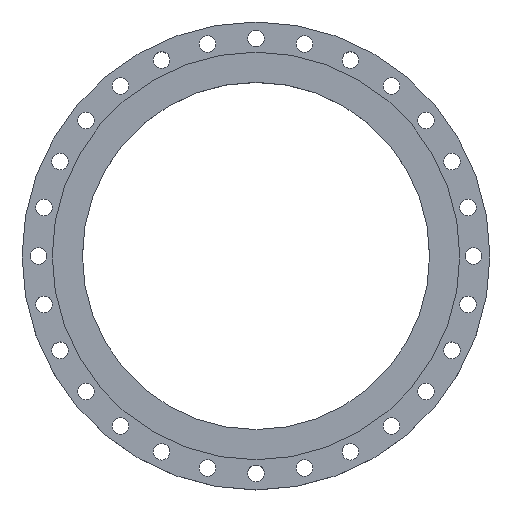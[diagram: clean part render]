
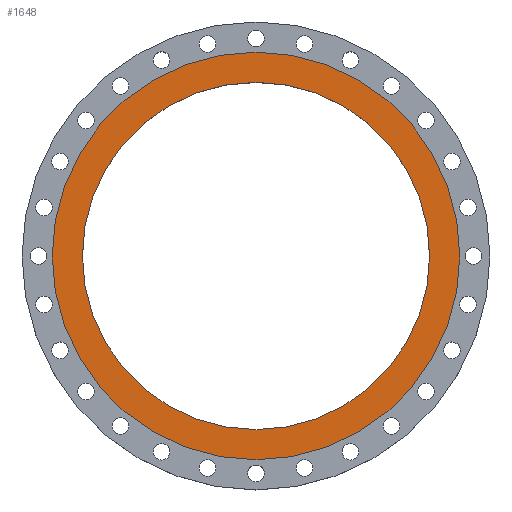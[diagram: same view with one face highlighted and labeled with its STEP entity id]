
A CAD part, top view. The second image highlights one B-rep face of the part: STEP entity #1648.
In plain terms, the highlighted planar face has unit normal (0, 0, 1).
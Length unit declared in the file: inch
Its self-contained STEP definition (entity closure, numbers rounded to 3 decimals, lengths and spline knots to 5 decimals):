
#67 = DIRECTION ( 'NONE',  ( 1., 0., 0. ) ) ;
#80 = EDGE_LOOP ( 'NONE', ( #2088, #1993 ) ) ;
#105 = VERTEX_POINT ( 'NONE', #2213 ) ;
#116 = AXIS2_PLACEMENT_3D ( 'NONE', #1561, #1989, #2181 ) ;
#223 = ORIENTED_EDGE ( 'NONE', *, *, #1796, .T. ) ;
#337 = DIRECTION ( 'NONE',  ( -1., 0., 0. ) ) ;
#391 = EDGE_CURVE ( 'NONE', #105, #1139, #571, .T. ) ;
#428 = AXIS2_PLACEMENT_3D ( 'NONE', #924, #1701, #337 ) ;
#449 = CARTESIAN_POINT ( 'NONE',  ( 0., 0., 0. ) ) ;
#454 = CARTESIAN_POINT ( 'NONE',  ( 0., 0., 0. ) ) ;
#482 = CIRCLE ( 'NONE', #829, 14.375 ) ;
#528 = DIRECTION ( 'NONE',  ( 1., 0., 0. ) ) ;
#556 = AXIS2_PLACEMENT_3D ( 'NONE', #585, #2320, #528 ) ;
#571 = CIRCLE ( 'NONE', #2059, 14.375 ) ;
#585 = CARTESIAN_POINT ( 'NONE',  ( 0., 0., 0. ) ) ;
#602 = CARTESIAN_POINT ( 'NONE',  ( -14.375, 0., 0. ) ) ;
#829 = AXIS2_PLACEMENT_3D ( 'NONE', #449, #1639, #67 ) ;
#833 = DIRECTION ( 'NONE',  ( 1., 0., 0. ) ) ;
#840 = EDGE_LOOP ( 'NONE', ( #223, #2075 ) ) ;
#922 = CARTESIAN_POINT ( 'NONE',  ( -16.875, 0., 0. ) ) ;
#924 = CARTESIAN_POINT ( 'NONE',  ( 0., 14.375, 0. ) ) ;
#928 = EDGE_CURVE ( 'NONE', #1139, #105, #482, .T. ) ;
#989 = VERTEX_POINT ( 'NONE', #922 ) ;
#1092 = EDGE_CURVE ( 'NONE', #989, #1103, #2271, .T. ) ;
#1103 = VERTEX_POINT ( 'NONE', #2002 ) ;
#1139 = VERTEX_POINT ( 'NONE', #602 ) ;
#1339 = FACE_BOUND ( 'NONE', #80, .T. ) ;
#1561 = CARTESIAN_POINT ( 'NONE',  ( 0., 0., 0. ) ) ;
#1639 = DIRECTION ( 'NONE',  ( 0., 0., 1. ) ) ;
#1648 = ADVANCED_FACE ( 'NONE', ( #1339, #2146 ), #2132, .F. ) ;
#1669 = CIRCLE ( 'NONE', #556, 16.875 ) ;
#1701 = DIRECTION ( 'NONE',  ( 0., 0., -1. ) ) ;
#1796 = EDGE_CURVE ( 'NONE', #1103, #989, #1669, .T. ) ;
#1989 = DIRECTION ( 'NONE',  ( 0., 0., 1. ) ) ;
#1993 = ORIENTED_EDGE ( 'NONE', *, *, #928, .F. ) ;
#2002 = CARTESIAN_POINT ( 'NONE',  ( 16.875, 0., 0. ) ) ;
#2059 = AXIS2_PLACEMENT_3D ( 'NONE', #454, #2422, #833 ) ;
#2075 = ORIENTED_EDGE ( 'NONE', *, *, #1092, .T. ) ;
#2088 = ORIENTED_EDGE ( 'NONE', *, *, #391, .F. ) ;
#2132 = PLANE ( 'NONE',  #428 ) ;
#2146 = FACE_OUTER_BOUND ( 'NONE', #840, .T. ) ;
#2181 = DIRECTION ( 'NONE',  ( 1., 0., 0. ) ) ;
#2213 = CARTESIAN_POINT ( 'NONE',  ( 14.375, 0., 0. ) ) ;
#2271 = CIRCLE ( 'NONE', #116, 16.875 ) ;
#2320 = DIRECTION ( 'NONE',  ( 0., 0., 1. ) ) ;
#2422 = DIRECTION ( 'NONE',  ( 0., 0., 1. ) ) ;
